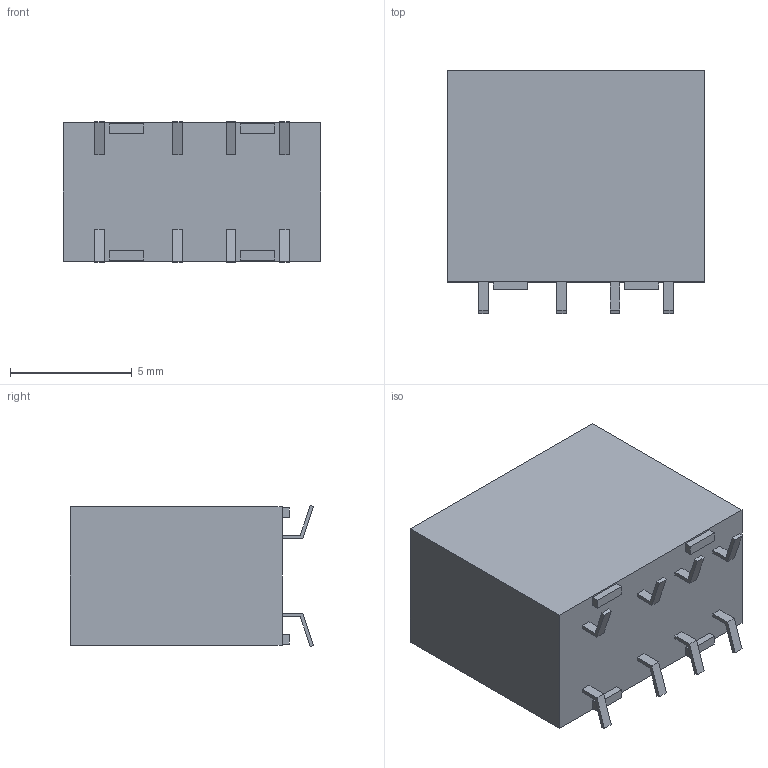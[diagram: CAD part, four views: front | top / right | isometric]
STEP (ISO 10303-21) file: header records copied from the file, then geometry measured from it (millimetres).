
FILE_DESCRIPTION(('FreeCAD Model'),'2;1');
FILE_NAME( 'Omron_G6J_2FS_Y.step', '2021-02-24T11:10:58',('Author'),(''), 'Open CASCADE STEP processor 7.3','FreeCAD','Unknown');
FILE_SCHEMA(('AUTOMOTIVE_DESIGN { 1 0 10303 214 1 1 1 1 }'));
Length unit declared in the file: millimetre
Products named in the file (1): G6J_2FS_Y
Bounding box: 10.6 x 10 x 5.79 mm (x, y, z)
Volume: 526.5 mm3; surface area: 428.7 mm2
Topology: 1 solids, 1 shells, 91 faces, 226 edges, 151 vertices
Faces by surface type: plane 87, sphere 2, cylinder 2
Entity records: 3306 total; most frequent: CARTESIAN_POINT 469, ORIENTED_EDGE 452, DIRECTION 418, EDGE_CURVE 226, LINE 218, VECTOR 218, VERTEX_POINT 151, FACE_BOUND 105
